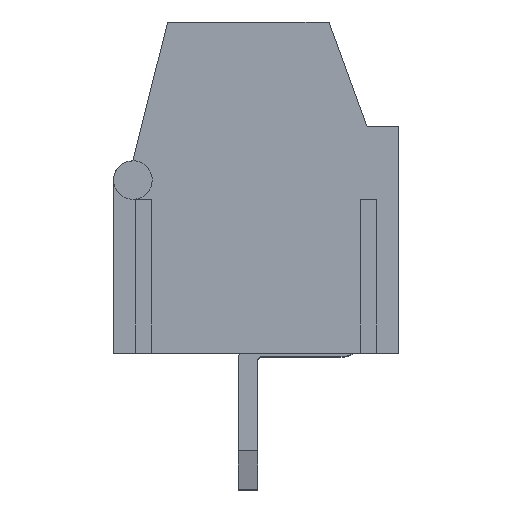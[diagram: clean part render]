
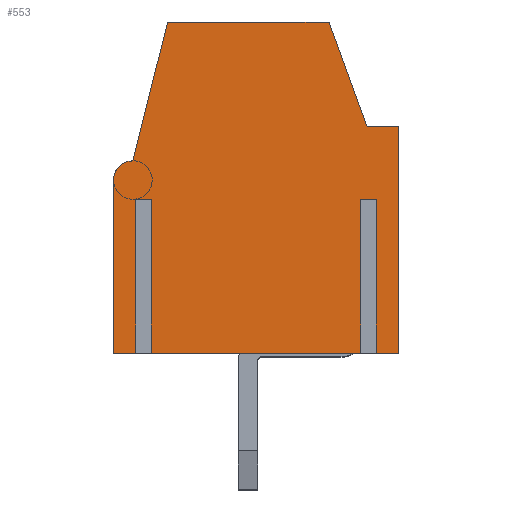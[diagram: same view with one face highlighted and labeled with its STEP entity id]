
A CAD part, top view. The second image highlights one B-rep face of the part: STEP entity #553.
In plain terms, the highlighted planar face has unit normal (0, 0, 1).
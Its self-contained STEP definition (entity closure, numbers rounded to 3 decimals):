
#42=PLANE('',#6454);
#553=ADVANCED_FACE('',(#904),#42,.T.);
#904=FACE_OUTER_BOUND('',#1257,.T.);
#1257=EDGE_LOOP('',(#1724,#1725,#1726,#1727,#1728,#1729,#1730,#1731,#1732,
#1733,#1734,#1735,#1736,#1737,#1738,#1739));
#1724=ORIENTED_EDGE('',*,*,#3618,.T.);
#1725=ORIENTED_EDGE('',*,*,#3625,.T.);
#1726=ORIENTED_EDGE('',*,*,#3535,.T.);
#1727=ORIENTED_EDGE('',*,*,#3533,.T.);
#1728=ORIENTED_EDGE('',*,*,#3543,.T.);
#1729=ORIENTED_EDGE('',*,*,#3624,.T.);
#1730=ORIENTED_EDGE('',*,*,#3583,.T.);
#1731=ORIENTED_EDGE('',*,*,#3586,.T.);
#1732=ORIENTED_EDGE('',*,*,#3589,.T.);
#1733=ORIENTED_EDGE('',*,*,#3606,.T.);
#1734=ORIENTED_EDGE('',*,*,#3609,.T.);
#1735=ORIENTED_EDGE('',*,*,#3622,.F.);
#1736=ORIENTED_EDGE('',*,*,#3623,.F.);
#1737=ORIENTED_EDGE('',*,*,#3626,.T.);
#1738=ORIENTED_EDGE('',*,*,#3611,.T.);
#1739=ORIENTED_EDGE('',*,*,#3621,.T.);
#3533=EDGE_CURVE('',#5661,#5662,#4594,.T.);
#3535=EDGE_CURVE('',#5665,#5661,#4596,.T.);
#3543=EDGE_CURVE('',#5662,#5668,#4604,.T.);
#3583=EDGE_CURVE('',#5699,#5700,#4644,.T.);
#3586=EDGE_CURVE('',#5700,#5702,#4647,.T.);
#3589=EDGE_CURVE('',#5702,#5704,#4650,.T.);
#3606=EDGE_CURVE('',#5704,#5714,#4659,.T.);
#3609=EDGE_CURVE('',#5714,#5715,#4662,.T.);
#3611=EDGE_CURVE('',#5718,#5719,#4664,.T.);
#3618=EDGE_CURVE('',#5724,#5723,#4671,.T.);
#3621=EDGE_CURVE('',#5719,#5724,#4674,.T.);
#3622=EDGE_CURVE('',#5725,#5715,#5557,.T.);
#3623=EDGE_CURVE('',#5726,#5725,#4675,.T.);
#3624=EDGE_CURVE('',#5668,#5699,#4676,.T.);
#3625=EDGE_CURVE('',#5723,#5665,#4677,.T.);
#3626=EDGE_CURVE('',#5726,#5718,#4678,.T.);
#4594=B_SPLINE_CURVE_WITH_KNOTS('',1,(#7340,#7341),.UNSPECIFIED.,.F.,.F.,
(2,2),(0.,0.4),.UNSPECIFIED.);
#4596=B_SPLINE_CURVE_WITH_KNOTS('',1,(#7344,#7345),.UNSPECIFIED.,.F.,.F.,
(2,2),(0.,4.),.UNSPECIFIED.);
#4604=B_SPLINE_CURVE_WITH_KNOTS('',1,(#7360,#7361),.UNSPECIFIED.,.F.,.F.,
(2,2),(-4.,0.),.UNSPECIFIED.);
#4644=B_SPLINE_CURVE_WITH_KNOTS('',1,(#7440,#7441),.UNSPECIFIED.,.F.,.F.,
(2,2),(0.,5.9),.UNSPECIFIED.);
#4647=B_SPLINE_CURVE_WITH_KNOTS('',1,(#7446,#7447),.UNSPECIFIED.,.F.,.F.,
(2,2),(0.,0.814),.UNSPECIFIED.);
#4650=B_SPLINE_CURVE_WITH_KNOTS('',1,(#7452,#7453),.UNSPECIFIED.,.F.,.F.,
(2,2),(-2.884,0.),.UNSPECIFIED.);
#4659=B_SPLINE_CURVE_WITH_KNOTS('',1,(#7510,#7511),.UNSPECIFIED.,.F.,.F.,
(2,2),(-4.2,0.),.UNSPECIFIED.);
#4662=B_SPLINE_CURVE_WITH_KNOTS('',1,(#7516,#7517),.UNSPECIFIED.,.F.,.F.,
(2,2),(-3.72,0.),.UNSPECIFIED.);
#4664=B_SPLINE_CURVE_WITH_KNOTS('',1,(#7520,#7521),.UNSPECIFIED.,.F.,.F.,
(2,2),(0.,4.),.UNSPECIFIED.);
#4671=B_SPLINE_CURVE_WITH_KNOTS('',1,(#7534,#7535),.UNSPECIFIED.,.F.,.F.,
(2,2),(-4.,0.),.UNSPECIFIED.);
#4674=B_SPLINE_CURVE_WITH_KNOTS('',1,(#7540,#7541),.UNSPECIFIED.,.F.,.F.,
(2,2),(0.,0.4),.UNSPECIFIED.);
#4675=B_SPLINE_CURVE_WITH_KNOTS('',1,(#7545,#7546),.UNSPECIFIED.,.F.,.F.,
(2,2),(0.,4.5),.UNSPECIFIED.);
#4676=B_SPLINE_CURVE_WITH_KNOTS('',1,(#7547,#7548),.UNSPECIFIED.,.F.,.F.,
(2,2),(0.,0.58),.UNSPECIFIED.);
#4677=B_SPLINE_CURVE_WITH_KNOTS('',1,(#7549,#7550),.UNSPECIFIED.,.F.,.F.,
(2,2),(0.,5.44),.UNSPECIFIED.);
#4678=B_SPLINE_CURVE_WITH_KNOTS('',1,(#7551,#7552),.UNSPECIFIED.,.F.,.F.,
(2,2),(0.,0.58),.UNSPECIFIED.);
#5557=(
BOUNDED_CURVE()
B_SPLINE_CURVE(2,(#7542,#7543,#7544),.UNSPECIFIED.,.F.,.F.)
B_SPLINE_CURVE_WITH_KNOTS((3,3),(-0.785,0.),.UNSPECIFIED.)
CURVE()
GEOMETRIC_REPRESENTATION_ITEM()
RATIONAL_B_SPLINE_CURVE((1.,0.707,1.))
REPRESENTATION_ITEM('')
);
#5661=VERTEX_POINT('',#7252);
#5662=VERTEX_POINT('',#7253);
#5665=VERTEX_POINT('',#7256);
#5668=VERTEX_POINT('',#7259);
#5699=VERTEX_POINT('',#7290);
#5700=VERTEX_POINT('',#7291);
#5702=VERTEX_POINT('',#7293);
#5704=VERTEX_POINT('',#7295);
#5714=VERTEX_POINT('',#7305);
#5715=VERTEX_POINT('',#7306);
#5718=VERTEX_POINT('',#7309);
#5719=VERTEX_POINT('',#7310);
#5723=VERTEX_POINT('',#7314);
#5724=VERTEX_POINT('',#7315);
#5725=VERTEX_POINT('',#7316);
#5726=VERTEX_POINT('',#7317);
#6454=AXIS2_PLACEMENT_3D('',#7222,#6760,$);
#6760=DIRECTION('',(0.,0.,1.));
#7222=CARTESIAN_POINT('',(-4.234,-0.862,8.75));
#7252=CARTESIAN_POINT('',(2.927,4.,8.75));
#7253=CARTESIAN_POINT('',(3.327,4.,8.75));
#7256=CARTESIAN_POINT('',(2.927,0.,8.75));
#7259=CARTESIAN_POINT('',(3.327,0.,8.75));
#7290=CARTESIAN_POINT('',(3.907,0.,8.75));
#7291=CARTESIAN_POINT('',(3.907,5.9,8.75));
#7293=CARTESIAN_POINT('',(3.093,5.9,8.75));
#7295=CARTESIAN_POINT('',(2.107,8.61,8.75));
#7305=CARTESIAN_POINT('',(-2.093,8.61,8.75));
#7306=CARTESIAN_POINT('',(-2.993,5.,8.75));
#7309=CARTESIAN_POINT('',(-2.913,0.,8.75));
#7310=CARTESIAN_POINT('',(-2.913,4.,8.75));
#7314=CARTESIAN_POINT('',(-2.513,0.,8.75));
#7315=CARTESIAN_POINT('',(-2.513,4.,8.75));
#7316=CARTESIAN_POINT('',(-3.493,4.5,8.75));
#7317=CARTESIAN_POINT('',(-3.493,0.,8.75));
#7340=CARTESIAN_POINT('',(2.927,4.,8.75));
#7341=CARTESIAN_POINT('',(3.327,4.,8.75));
#7344=CARTESIAN_POINT('',(2.927,0.,8.75));
#7345=CARTESIAN_POINT('',(2.927,4.,8.75));
#7360=CARTESIAN_POINT('',(3.327,4.,8.75));
#7361=CARTESIAN_POINT('',(3.327,0.,8.75));
#7440=CARTESIAN_POINT('',(3.907,0.,8.75));
#7441=CARTESIAN_POINT('',(3.907,5.9,8.75));
#7446=CARTESIAN_POINT('',(3.907,5.9,8.75));
#7447=CARTESIAN_POINT('',(3.093,5.9,8.75));
#7452=CARTESIAN_POINT('',(3.093,5.9,8.75));
#7453=CARTESIAN_POINT('',(2.107,8.61,8.75));
#7510=CARTESIAN_POINT('',(2.107,8.61,8.75));
#7511=CARTESIAN_POINT('',(-2.093,8.61,8.75));
#7516=CARTESIAN_POINT('',(-2.093,8.61,8.75));
#7517=CARTESIAN_POINT('',(-2.993,5.,8.75));
#7520=CARTESIAN_POINT('',(-2.913,0.,8.75));
#7521=CARTESIAN_POINT('',(-2.913,4.,8.75));
#7534=CARTESIAN_POINT('',(-2.513,4.,8.75));
#7535=CARTESIAN_POINT('',(-2.513,0.,8.75));
#7540=CARTESIAN_POINT('',(-2.913,4.,8.75));
#7541=CARTESIAN_POINT('',(-2.513,4.,8.75));
#7542=CARTESIAN_POINT('',(-3.493,4.5,8.75));
#7543=CARTESIAN_POINT('',(-3.493,5.,8.75));
#7544=CARTESIAN_POINT('',(-2.993,5.,8.75));
#7545=CARTESIAN_POINT('',(-3.493,0.,8.75));
#7546=CARTESIAN_POINT('',(-3.493,4.5,8.75));
#7547=CARTESIAN_POINT('',(3.327,0.,8.75));
#7548=CARTESIAN_POINT('',(3.907,0.,8.75));
#7549=CARTESIAN_POINT('',(-2.513,0.,8.75));
#7550=CARTESIAN_POINT('',(2.927,0.,8.75));
#7551=CARTESIAN_POINT('',(-3.493,0.,8.75));
#7552=CARTESIAN_POINT('',(-2.913,0.,8.75));
